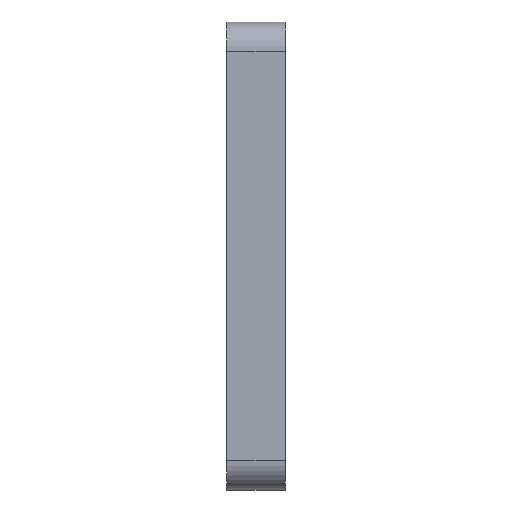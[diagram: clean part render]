
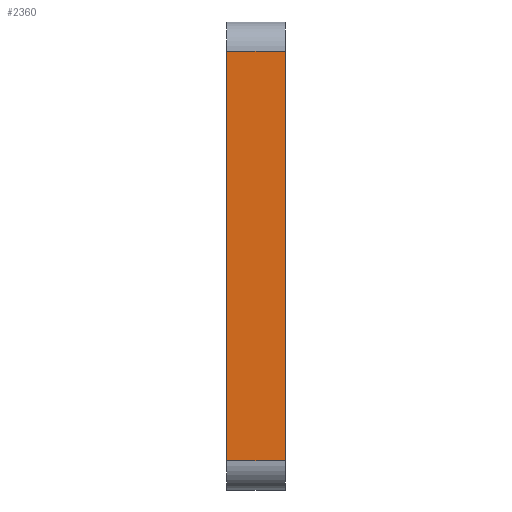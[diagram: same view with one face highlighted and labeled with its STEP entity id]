
A CAD part, left-side view. The second image highlights one B-rep face of the part: STEP entity #2360.
In plain terms, the highlighted planar face has unit normal (-1, 0, 0).
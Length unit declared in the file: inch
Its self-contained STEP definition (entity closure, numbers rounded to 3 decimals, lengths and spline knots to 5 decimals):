
#1 = CARTESIAN_POINT ( 'NONE',  ( 0., 0., 0. ) ) ;
#37 = FACE_OUTER_BOUND ( 'NONE', #611, .T. ) ;
#203 = DIRECTION ( 'NONE',  ( 0., 0., 1. ) ) ;
#222 = DIRECTION ( 'NONE',  ( 0., 0., 1. ) ) ;
#382 = VECTOR ( 'NONE', #1520, 39.37008 ) ;
#439 = VERTEX_POINT ( 'NONE', #2333 ) ;
#507 = LINE ( 'NONE', #2042, #2804 ) ;
#595 = CARTESIAN_POINT ( 'NONE',  ( 0., 0., -0.1875 ) ) ;
#611 = EDGE_LOOP ( 'NONE', ( #756, #1368, #1160, #1672 ) ) ;
#756 = ORIENTED_EDGE ( 'NONE', *, *, #2229, .T. ) ;
#936 = DIRECTION ( 'NONE',  ( 0., 0., -1. ) ) ;
#1065 = VECTOR ( 'NONE', #203, 39.37008 ) ;
#1160 = ORIENTED_EDGE ( 'NONE', *, *, #2192, .F. ) ;
#1324 = CARTESIAN_POINT ( 'NONE',  ( 0., 0.375, -0.1875 ) ) ;
#1338 = VERTEX_POINT ( 'NONE', #1324 ) ;
#1368 = ORIENTED_EDGE ( 'NONE', *, *, #2653, .T. ) ;
#1511 = LINE ( 'NONE', #1, #2674 ) ;
#1520 = DIRECTION ( 'NONE',  ( 0., 1., 0. ) ) ;
#1553 = CARTESIAN_POINT ( 'NONE',  ( 0., 0., -2.8125 ) ) ;
#1612 = VERTEX_POINT ( 'NONE', #595 ) ;
#1672 = ORIENTED_EDGE ( 'NONE', *, *, #1821, .T. ) ;
#1821 = EDGE_CURVE ( 'NONE', #439, #2215, #507, .T. ) ;
#1834 = CARTESIAN_POINT ( 'NONE',  ( 0., 0.375, 0. ) ) ;
#1980 = LINE ( 'NONE', #2473, #1065 ) ;
#2042 = CARTESIAN_POINT ( 'NONE',  ( 0., 0.375, -2.8125 ) ) ;
#2068 = PLANE ( 'NONE',  #2486 ) ;
#2192 = EDGE_CURVE ( 'NONE', #439, #1338, #1980, .T. ) ;
#2202 = LINE ( 'NONE', #2444, #382 ) ;
#2215 = VERTEX_POINT ( 'NONE', #1553 ) ;
#2229 = EDGE_CURVE ( 'NONE', #2215, #1612, #1511, .T. ) ;
#2301 = DIRECTION ( 'NONE',  ( 1., 0., 0. ) ) ;
#2333 = CARTESIAN_POINT ( 'NONE',  ( 0., 0.375, -2.8125 ) ) ;
#2360 = ADVANCED_FACE ( 'NONE', ( #37 ), #2068, .F. ) ;
#2444 = CARTESIAN_POINT ( 'NONE',  ( 0., 0.375, -0.1875 ) ) ;
#2473 = CARTESIAN_POINT ( 'NONE',  ( 0., 0.375, 0. ) ) ;
#2486 = AXIS2_PLACEMENT_3D ( 'NONE', #1834, #2301, #936 ) ;
#2653 = EDGE_CURVE ( 'NONE', #1612, #1338, #2202, .T. ) ;
#2674 = VECTOR ( 'NONE', #222, 39.37008 ) ;
#2747 = DIRECTION ( 'NONE',  ( 0., -1., 0. ) ) ;
#2804 = VECTOR ( 'NONE', #2747, 39.37008 ) ;
